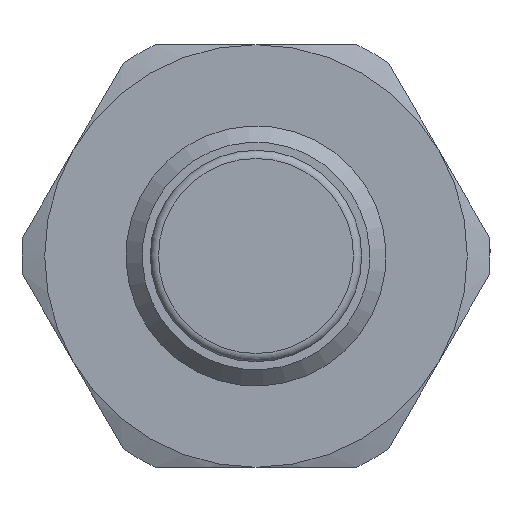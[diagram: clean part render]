
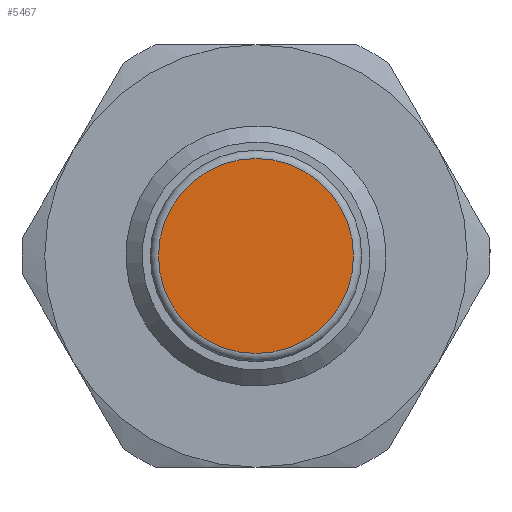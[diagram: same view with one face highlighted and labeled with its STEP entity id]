
A CAD part, left-side view. The second image highlights one B-rep face of the part: STEP entity #5467.
In plain terms, the highlighted planar face has unit normal (-1, 0, 0).
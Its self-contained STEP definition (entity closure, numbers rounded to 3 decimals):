
#5378 = TOROIDAL_SURFACE('',#5379,3.,0.25);
#5379 = AXIS2_PLACEMENT_3D('',#5380,#5381,#5382);
#5380 = CARTESIAN_POINT('',(-0.05,0.,
    0.));
#5381 = DIRECTION('',(-1.,0.,0.));
#5382 = DIRECTION('',(0.,0.,1.));
#5414 = EDGE_CURVE('',#5415,#5415,#5417,.T.);
#5415 = VERTEX_POINT('',#5416);
#5416 = CARTESIAN_POINT('',(-0.3,3.,0.));
#5417 = SURFACE_CURVE('',#5418,(#5423,#5429),.PCURVE_S1.);
#5418 = CIRCLE('',#5419,3.);
#5419 = AXIS2_PLACEMENT_3D('',#5420,#5421,#5422);
#5420 = CARTESIAN_POINT('',(-0.3,0.,0.)
  );
#5421 = DIRECTION('',(-1.,0.,0.));
#5422 = DIRECTION('',(0.,1.,0.));
#5423 = PCURVE('',#5378,#5424);
#5424 = DEFINITIONAL_REPRESENTATION('',(#5425),#5428);
#5425 = B_SPLINE_CURVE_WITH_KNOTS('',1,(#5426,#5427),.UNSPECIFIED.,.F.,
  .F.,(2,2),(0.,6.283),.PIECEWISE_BEZIER_KNOTS.);
#5426 = CARTESIAN_POINT('',(1.571,7.854));
#5427 = CARTESIAN_POINT('',(7.854,7.854));
#5428 = ( GEOMETRIC_REPRESENTATION_CONTEXT(2) 
PARAMETRIC_REPRESENTATION_CONTEXT() REPRESENTATION_CONTEXT('2D SPACE',''
  ) );
#5429 = PCURVE('',#5430,#5435);
#5430 = PLANE('',#5431);
#5431 = AXIS2_PLACEMENT_3D('',#5432,#5433,#5434);
#5432 = CARTESIAN_POINT('',(-0.3,1.5,0.));
#5433 = DIRECTION('',(-1.,0.,0.));
#5434 = DIRECTION('',(0.,0.,1.));
#5435 = DEFINITIONAL_REPRESENTATION('',(#5436),#5440);
#5436 = CIRCLE('',#5437,3.);
#5437 = AXIS2_PLACEMENT_2D('',#5438,#5439);
#5438 = CARTESIAN_POINT('',(0.,-1.5));
#5439 = DIRECTION('',(0.,1.));
#5440 = ( GEOMETRIC_REPRESENTATION_CONTEXT(2) 
PARAMETRIC_REPRESENTATION_CONTEXT() REPRESENTATION_CONTEXT('2D SPACE',''
  ) );
#5467 = ADVANCED_FACE('',(#5468),#5430,.T.);
#5468 = FACE_BOUND('',#5469,.T.);
#5469 = EDGE_LOOP('',(#5470));
#5470 = ORIENTED_EDGE('',*,*,#5414,.T.);
